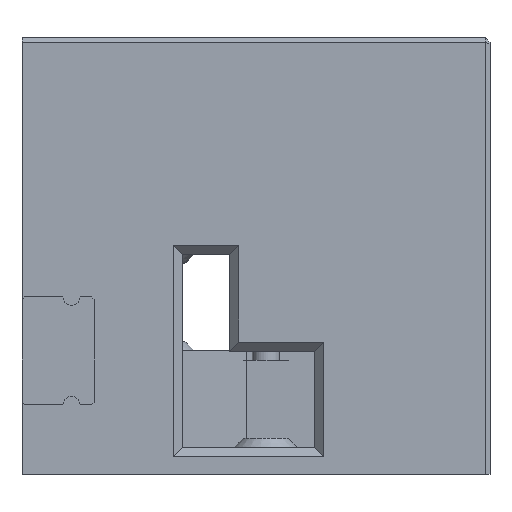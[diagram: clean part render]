
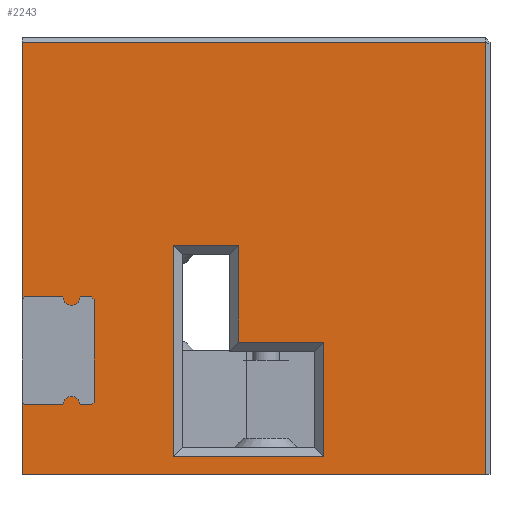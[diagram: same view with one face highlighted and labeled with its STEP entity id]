
A CAD part, front view. The second image highlights one B-rep face of the part: STEP entity #2243.
In plain terms, the highlighted planar face has unit normal (0, -1, 0).
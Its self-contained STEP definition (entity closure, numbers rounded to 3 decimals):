
#44=FACE_BOUND('',#231,.T.);
#63=CIRCLE('',#2410,0.95);
#64=CIRCLE('',#2411,0.95);
#102=FACE_OUTER_BOUND('',#230,.T.);
#230=EDGE_LOOP('',(#1523,#1524,#1525,#1526,#1527,#1528,#1529,#1530,#1531,
#1532,#1533,#1534,#1535,#1536,#1537,#1538));
#231=EDGE_LOOP('',(#1539,#1540,#1541,#1542,#1543,#1544));
#370=LINE('',#3211,#656);
#386=LINE('',#3248,#672);
#390=LINE('',#3256,#676);
#403=LINE('',#3284,#689);
#404=LINE('',#3285,#690);
#405=LINE('',#3287,#691);
#406=LINE('',#3289,#692);
#407=LINE('',#3293,#693);
#408=LINE('',#3295,#694);
#409=LINE('',#3297,#695);
#410=LINE('',#3299,#696);
#411=LINE('',#3301,#697);
#412=LINE('',#3305,#698);
#413=LINE('',#3306,#699);
#414=LINE('',#3309,#700);
#415=LINE('',#3311,#701);
#416=LINE('',#3313,#702);
#417=LINE('',#3315,#703);
#418=LINE('',#3317,#704);
#419=LINE('',#3318,#705);
#656=VECTOR('',#2585,10.);
#672=VECTOR('',#2609,10.);
#676=VECTOR('',#2613,10.);
#689=VECTOR('',#2630,10.);
#690=VECTOR('',#2631,10.);
#691=VECTOR('',#2632,10.);
#692=VECTOR('',#2633,10.);
#693=VECTOR('',#2636,10.);
#694=VECTOR('',#2637,10.);
#695=VECTOR('',#2638,10.);
#696=VECTOR('',#2639,10.);
#697=VECTOR('',#2640,10.);
#698=VECTOR('',#2643,10.);
#699=VECTOR('',#2644,10.);
#700=VECTOR('',#2645,1000.);
#701=VECTOR('',#2646,1000.);
#702=VECTOR('',#2647,1000.);
#703=VECTOR('',#2648,1000.);
#704=VECTOR('',#2649,1000.);
#705=VECTOR('',#2650,1000.);
#938=VERTEX_POINT('',#3201);
#942=VERTEX_POINT('',#3209);
#959=VERTEX_POINT('',#3247);
#962=VERTEX_POINT('',#3253);
#963=VERTEX_POINT('',#3255);
#976=VERTEX_POINT('',#3283);
#977=VERTEX_POINT('',#3286);
#978=VERTEX_POINT('',#3288);
#979=VERTEX_POINT('',#3290);
#980=VERTEX_POINT('',#3292);
#981=VERTEX_POINT('',#3294);
#982=VERTEX_POINT('',#3296);
#983=VERTEX_POINT('',#3298);
#984=VERTEX_POINT('',#3300);
#985=VERTEX_POINT('',#3302);
#986=VERTEX_POINT('',#3304);
#987=VERTEX_POINT('',#3307);
#988=VERTEX_POINT('',#3308);
#989=VERTEX_POINT('',#3310);
#990=VERTEX_POINT('',#3312);
#991=VERTEX_POINT('',#3314);
#992=VERTEX_POINT('',#3316);
#1155=EDGE_CURVE('',#938,#942,#370,.T.);
#1173=EDGE_CURVE('',#938,#959,#386,.T.);
#1177=EDGE_CURVE('',#962,#963,#390,.T.);
#1191=EDGE_CURVE('',#976,#942,#403,.T.);
#1192=EDGE_CURVE('',#963,#976,#404,.T.);
#1193=EDGE_CURVE('',#962,#977,#405,.T.);
#1194=EDGE_CURVE('',#977,#978,#406,.T.);
#1195=EDGE_CURVE('',#978,#979,#63,.T.);
#1196=EDGE_CURVE('',#979,#980,#407,.T.);
#1197=EDGE_CURVE('',#980,#981,#408,.T.);
#1198=EDGE_CURVE('',#981,#982,#409,.T.);
#1199=EDGE_CURVE('',#982,#983,#410,.T.);
#1200=EDGE_CURVE('',#983,#984,#411,.T.);
#1201=EDGE_CURVE('',#984,#985,#64,.T.);
#1202=EDGE_CURVE('',#985,#986,#412,.T.);
#1203=EDGE_CURVE('',#986,#959,#413,.T.);
#1204=EDGE_CURVE('',#987,#988,#414,.T.);
#1205=EDGE_CURVE('',#988,#989,#415,.T.);
#1206=EDGE_CURVE('',#989,#990,#416,.T.);
#1207=EDGE_CURVE('',#990,#991,#417,.T.);
#1208=EDGE_CURVE('',#991,#992,#418,.T.);
#1209=EDGE_CURVE('',#992,#987,#419,.T.);
#1523=ORIENTED_EDGE('',*,*,#1155,.T.);
#1524=ORIENTED_EDGE('',*,*,#1191,.F.);
#1525=ORIENTED_EDGE('',*,*,#1192,.F.);
#1526=ORIENTED_EDGE('',*,*,#1177,.F.);
#1527=ORIENTED_EDGE('',*,*,#1193,.T.);
#1528=ORIENTED_EDGE('',*,*,#1194,.T.);
#1529=ORIENTED_EDGE('',*,*,#1195,.T.);
#1530=ORIENTED_EDGE('',*,*,#1196,.T.);
#1531=ORIENTED_EDGE('',*,*,#1197,.T.);
#1532=ORIENTED_EDGE('',*,*,#1198,.T.);
#1533=ORIENTED_EDGE('',*,*,#1199,.T.);
#1534=ORIENTED_EDGE('',*,*,#1200,.T.);
#1535=ORIENTED_EDGE('',*,*,#1201,.T.);
#1536=ORIENTED_EDGE('',*,*,#1202,.T.);
#1537=ORIENTED_EDGE('',*,*,#1203,.T.);
#1538=ORIENTED_EDGE('',*,*,#1173,.F.);
#1539=ORIENTED_EDGE('',*,*,#1204,.T.);
#1540=ORIENTED_EDGE('',*,*,#1205,.T.);
#1541=ORIENTED_EDGE('',*,*,#1206,.T.);
#1542=ORIENTED_EDGE('',*,*,#1207,.T.);
#1543=ORIENTED_EDGE('',*,*,#1208,.T.);
#1544=ORIENTED_EDGE('',*,*,#1209,.T.);
#2140=PLANE('',#2409);
#2243=ADVANCED_FACE('',(#102,#44),#2140,.T.);
#2409=AXIS2_PLACEMENT_3D('',#3282,#2628,#2629);
#2410=AXIS2_PLACEMENT_3D('',#3291,#2634,#2635);
#2411=AXIS2_PLACEMENT_3D('',#3303,#2641,#2642);
#2585=DIRECTION('',(1.,0.,0.));
#2609=DIRECTION('',(0.,0.,1.));
#2613=DIRECTION('',(0.,0.,1.));
#2628=DIRECTION('center_axis',(0.,-1.,0.));
#2629=DIRECTION('ref_axis',(0.,0.,
-1.));
#2630=DIRECTION('',(0.,0.,-1.));
#2631=DIRECTION('',(1.,0.,0.));
#2632=DIRECTION('',(0.707,0.,0.707));
#2633=DIRECTION('',(1.,0.,0.));
#2634=DIRECTION('center_axis',(0.,-1.,0.));
#2635=DIRECTION('ref_axis',(1.,0.,0.));
#2636=DIRECTION('',(1.,0.,0.));
#2637=DIRECTION('',(0.707,0.,-0.707));
#2638=DIRECTION('',(0.,0.,-1.));
#2639=DIRECTION('',(-0.707,0.,-0.707));
#2640=DIRECTION('',(-1.,0.,0.));
#2641=DIRECTION('center_axis',(0.,-1.,0.));
#2642=DIRECTION('ref_axis',(1.,0.,0.));
#2643=DIRECTION('',(-1.,0.,0.));
#2644=DIRECTION('',(-0.707,0.,0.707));
#2645=DIRECTION('',(0.,0.,1.));
#2646=DIRECTION('',(1.,0.,0.));
#2647=DIRECTION('',(0.,0.,-1.));
#2648=DIRECTION('',(1.,0.,0.));
#2649=DIRECTION('',(0.,0.,-1.));
#2650=DIRECTION('',(-1.,0.,0.));
#3201=CARTESIAN_POINT('',(181.9,232.5,1.));
#3209=CARTESIAN_POINT('',(233.4,232.5,1.));
#3211=CARTESIAN_POINT('',(174.149,232.5,1.));
#3247=CARTESIAN_POINT('',(181.9,232.5,9.001));
#3248=CARTESIAN_POINT('',(181.9,232.5,43.094));
#3253=CARTESIAN_POINT('',(181.9,232.5,20.401));
#3255=CARTESIAN_POINT('',(181.9,232.5,49.));
#3256=CARTESIAN_POINT('',(181.9,232.5,43.094));
#3282=CARTESIAN_POINT('Origin',(168.4,232.5,47.5));
#3283=CARTESIAN_POINT('',(233.4,232.5,49.));
#3284=CARTESIAN_POINT('',(233.4,232.5,35.625));
#3285=CARTESIAN_POINT('',(174.149,232.5,49.));
#3286=CARTESIAN_POINT('',(182.2,232.5,20.701));
#3287=CARTESIAN_POINT('',(185.45,232.5,23.951));
#3288=CARTESIAN_POINT('',(186.45,232.5,20.701));
#3289=CARTESIAN_POINT('',(177.275,232.5,20.701));
#3290=CARTESIAN_POINT('',(188.35,232.5,20.701));
#3291=CARTESIAN_POINT('Origin',(187.4,232.5,20.701));
#3292=CARTESIAN_POINT('',(189.6,232.5,20.701));
#3293=CARTESIAN_POINT('',(178.375,232.5,20.701));
#3294=CARTESIAN_POINT('',(189.9,232.5,20.401));
#3295=CARTESIAN_POINT('',(177.75,232.5,32.551));
#3296=CARTESIAN_POINT('',(189.9,232.5,9.001));
#3297=CARTESIAN_POINT('',(189.9,232.5,34.101));
#3298=CARTESIAN_POINT('',(189.6,232.5,8.701));
#3299=CARTESIAN_POINT('',(194.,232.5,13.101));
#3300=CARTESIAN_POINT('',(188.35,232.5,8.701));
#3301=CARTESIAN_POINT('',(178.525,232.5,8.701));
#3302=CARTESIAN_POINT('',(186.45,232.5,8.701));
#3303=CARTESIAN_POINT('Origin',(187.4,232.5,8.701));
#3304=CARTESIAN_POINT('',(182.2,232.5,8.701));
#3305=CARTESIAN_POINT('',(177.425,232.5,8.701));
#3306=CARTESIAN_POINT('',(168.9,232.5,22.001));
#3307=CARTESIAN_POINT('',(198.7,232.5,2.975));
#3308=CARTESIAN_POINT('',(198.7,232.5,26.425));
#3309=CARTESIAN_POINT('',(198.7,232.5,25.425));
#3310=CARTESIAN_POINT('',(206.,232.5,26.425));
#3311=CARTESIAN_POINT('',(179.898,232.5,26.425));
#3312=CARTESIAN_POINT('',(206.,232.5,15.675));
#3313=CARTESIAN_POINT('',(206.,232.5,14.675));
#3314=CARTESIAN_POINT('',(215.45,232.5,15.675));
#3315=CARTESIAN_POINT('',(212.45,232.5,15.675));
#3316=CARTESIAN_POINT('',(215.45,232.5,2.975));
#3317=CARTESIAN_POINT('',(215.45,232.5,36.213));
#3318=CARTESIAN_POINT('',(213.45,232.5,2.975));
